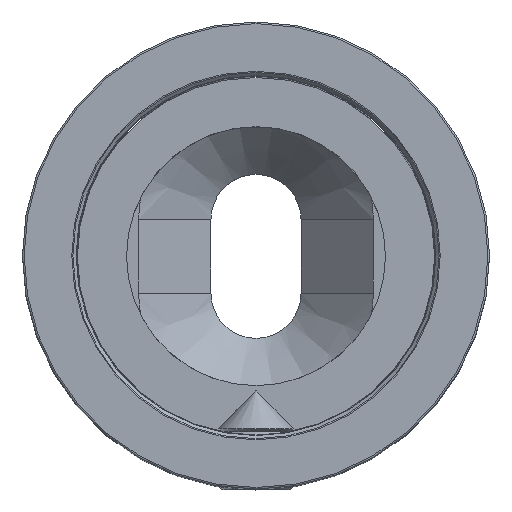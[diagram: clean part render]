
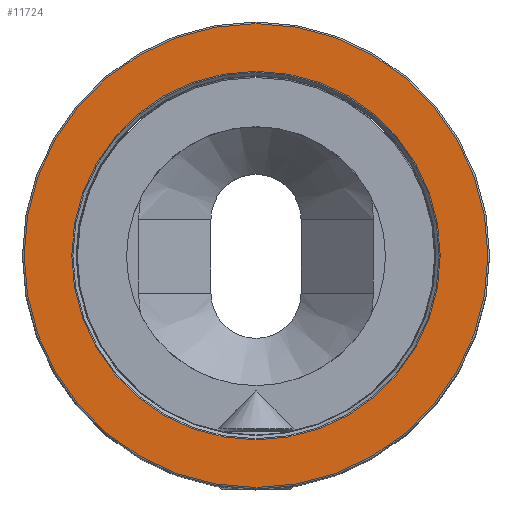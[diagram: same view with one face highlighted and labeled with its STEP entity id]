
A CAD part, top view. The second image highlights one B-rep face of the part: STEP entity #11724.
In plain terms, the highlighted planar face has unit normal (0, 0, 1).
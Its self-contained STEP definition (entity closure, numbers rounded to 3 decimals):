
#2151 = PLANE ( 'NONE',  #14974 ) ;
#3165 = DIRECTION ( 'NONE',  ( 0., 0., 1. ) ) ;
#3598 = FACE_BOUND ( 'NONE', #9868, .T. ) ;
#4492 = CIRCLE ( 'NONE', #9098, 14.15 ) ;
#4520 = DIRECTION ( 'NONE',  ( 1., 0., 0. ) ) ;
#4671 = DIRECTION ( 'NONE',  ( 0., 0., 1. ) ) ;
#5120 = EDGE_CURVE ( 'NONE', #8930, #8930, #11359, .T. ) ;
#5360 = ORIENTED_EDGE ( 'NONE', *, *, #5120, .T. ) ;
#5776 = DIRECTION ( 'NONE',  ( 1., 0., 0. ) ) ;
#7779 = CARTESIAN_POINT ( 'NONE',  ( 14.15, 0., 30. ) ) ;
#7840 = CARTESIAN_POINT ( 'NONE',  ( 11.241, 0., 30. ) ) ;
#7887 = FACE_OUTER_BOUND ( 'NONE', #13671, .T. ) ;
#8020 = DIRECTION ( 'NONE',  ( 0., 0., -1. ) ) ;
#8930 = VERTEX_POINT ( 'NONE', #7840 ) ;
#9098 = AXIS2_PLACEMENT_3D ( 'NONE', #13936, #3165, #9137 ) ;
#9137 = DIRECTION ( 'NONE',  ( 1., 0., 0. ) ) ;
#9868 = EDGE_LOOP ( 'NONE', ( #5360 ) ) ;
#10618 = ORIENTED_EDGE ( 'NONE', *, *, #14534, .T. ) ;
#10658 = CARTESIAN_POINT ( 'NONE',  ( 0., 0., 30. ) ) ;
#10887 = AXIS2_PLACEMENT_3D ( 'NONE', #13965, #8020, #4520 ) ;
#11359 = CIRCLE ( 'NONE', #10887, 11.241 ) ;
#11360 = VERTEX_POINT ( 'NONE', #7779 ) ;
#11724 = ADVANCED_FACE ( 'NONE', ( #3598, #7887 ), #2151, .T. ) ;
#13671 = EDGE_LOOP ( 'NONE', ( #10618 ) ) ;
#13936 = CARTESIAN_POINT ( 'NONE',  ( 0., 0., 30. ) ) ;
#13965 = CARTESIAN_POINT ( 'NONE',  ( 0., 0., 30. ) ) ;
#14534 = EDGE_CURVE ( 'NONE', #11360, #11360, #4492, .T. ) ;
#14974 = AXIS2_PLACEMENT_3D ( 'NONE', #10658, #4671, #5776 ) ;
